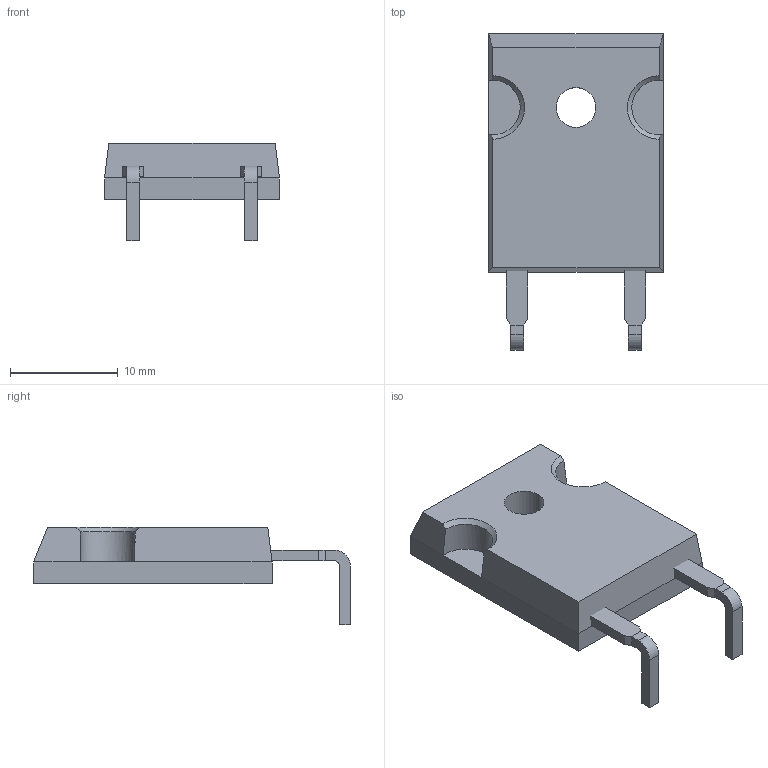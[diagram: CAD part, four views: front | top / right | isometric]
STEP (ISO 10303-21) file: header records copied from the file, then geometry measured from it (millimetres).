
FILE_DESCRIPTION((''),'2;1');
FILE_NAME('TO-247-2-H.stp','2012-08-21T17:11:23',(''),(''),'Mechanical Desktop 2011','Mechanical Desktop 2011',', , ');
FILE_SCHEMA(('AUTOMOTIVE_DESIGN { 1 2 10303 214 1 1 1 1 }'));
Length unit declared in the file: millimetre
Products named in the file (1): Product
Bounding box: 16.2 x 29.36 x 9 mm (x, y, z)
Volume: 1683.1 mm3; surface area: 1279.9 mm2
Topology: 5 solids, 5 shells, 68 faces, 160 edges, 104 vertices
Faces by surface type: plane 56, cylinder 10, cone 2
Entity records: 1974 total; most frequent: CARTESIAN_POINT 341, DIRECTION 320, ORIENTED_EDGE 320, EDGE_CURVE 160, VECTOR 130, LINE 130, VERTEX_POINT 104, AXIS2_PLACEMENT_3D 95
